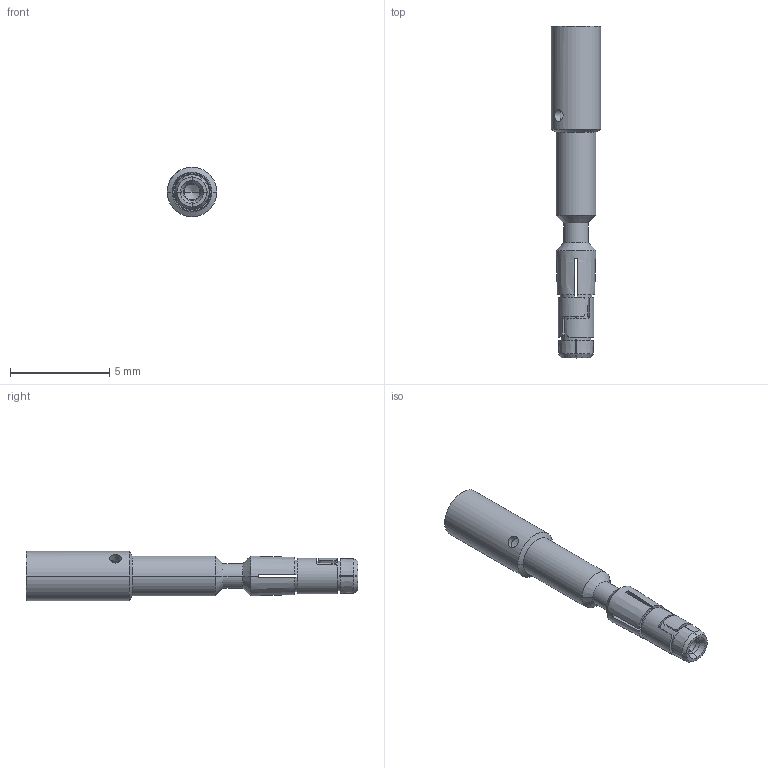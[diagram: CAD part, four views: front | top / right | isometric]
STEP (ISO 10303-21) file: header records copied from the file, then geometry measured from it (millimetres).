
FILE_DESCRIPTION((''),'2;1');
FILE_NAME('M23-FC9G-1P5_SW0001','2017-08-10T',('hq.zhang'),(''),'PRO/ENGINEER BY PARAMETRIC TECHNOLOGY CORPORATION, 2012480','PRO/ENGINEER BY PARAMETRIC TECHNOLOGY CORPORATION, 2012480','');
FILE_SCHEMA(('AUTOMOTIVE_DESIGN { 1 0 10303 214 1 1 1 1 }'));
Length unit declared in the file: millimetre
Products named in the file (1): M23-FC9G-1P5_SW0001
Bounding box: 2.5 x 16.7 x 2.5 mm (x, y, z)
Volume: 38.7 mm3; surface area: 180.5 mm2
Topology: 1 solids, 1 shells, 92 faces, 290 edges, 180 vertices
Faces by surface type: cone 40, plane 26, cylinder 22, torus 4
Entity records: 3807 total; most frequent: CARTESIAN_POINT 1196, ORIENTED_EDGE 572, DIRECTION 463, EDGE_CURVE 286, AXIS2_PLACEMENT_3D 189, VERTEX_POINT 180, COLOUR_RGB 107, B_SPLINE_CURVE_WITH_KNOTS 104
